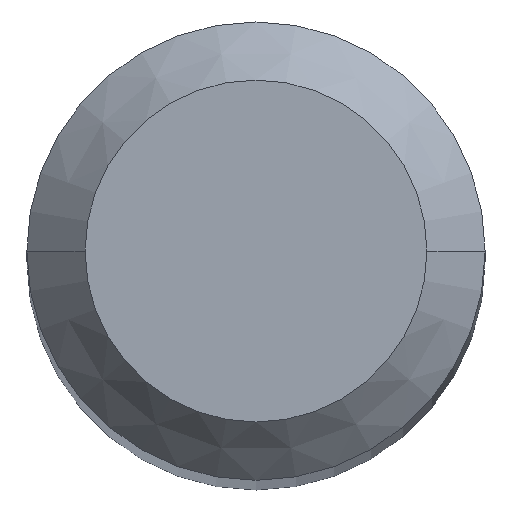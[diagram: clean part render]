
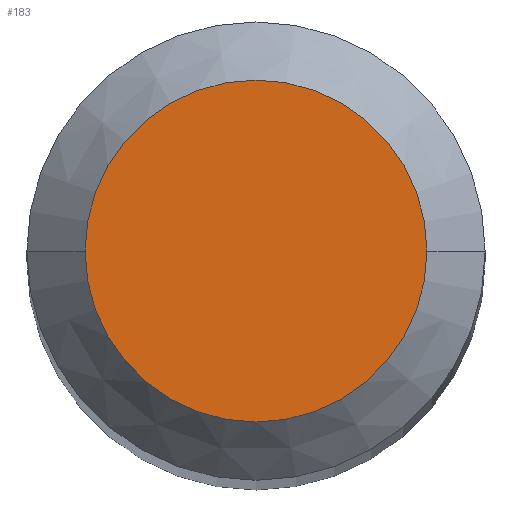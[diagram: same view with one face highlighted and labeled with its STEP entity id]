
A CAD part, top view. The second image highlights one B-rep face of the part: STEP entity #183.
In plain terms, the highlighted planar face has unit normal (0, 0, 1).
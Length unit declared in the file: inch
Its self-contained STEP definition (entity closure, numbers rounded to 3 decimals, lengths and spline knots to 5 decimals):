
#1 = PLANE ( 'NONE',  #192 ) ;
#3 = DIRECTION ( 'NONE',  ( 1., 0., 0. ) ) ;
#22 = CARTESIAN_POINT ( 'NONE',  ( 0., 0., 1.49606 ) ) ;
#29 = EDGE_CURVE ( 'NONE', #71, #184, #52, .T. ) ;
#30 = EDGE_LOOP ( 'NONE', ( #123, #91 ) ) ;
#39 = DIRECTION ( 'NONE',  ( 0., 0., 1. ) ) ;
#52 = CIRCLE ( 'NONE', #209, 0.04405 ) ;
#63 = CARTESIAN_POINT ( 'NONE',  ( -0.04405, 0., 1.49606 ) ) ;
#71 = VERTEX_POINT ( 'NONE', #180 ) ;
#80 = DIRECTION ( 'NONE',  ( 1., 0., 0. ) ) ;
#84 = AXIS2_PLACEMENT_3D ( 'NONE', #22, #115, #3 ) ;
#91 = ORIENTED_EDGE ( 'NONE', *, *, #29, .T. ) ;
#92 = DIRECTION ( 'NONE',  ( 1., 0., 0. ) ) ;
#97 = CARTESIAN_POINT ( 'NONE',  ( 0., 0., 1.49606 ) ) ;
#99 = FACE_OUTER_BOUND ( 'NONE', #30, .T. ) ;
#110 = EDGE_CURVE ( 'NONE', #184, #71, #185, .T. ) ;
#115 = DIRECTION ( 'NONE',  ( 0., 0., 1. ) ) ;
#121 = DIRECTION ( 'NONE',  ( 0., 0., 1. ) ) ;
#123 = ORIENTED_EDGE ( 'NONE', *, *, #110, .T. ) ;
#176 = CARTESIAN_POINT ( 'NONE',  ( 0., 0., 1.49606 ) ) ;
#180 = CARTESIAN_POINT ( 'NONE',  ( 0.04405, 0., 1.49606 ) ) ;
#183 = ADVANCED_FACE ( 'NONE', ( #99 ), #1, .T. ) ;
#184 = VERTEX_POINT ( 'NONE', #63 ) ;
#185 = CIRCLE ( 'NONE', #84, 0.04405 ) ;
#192 = AXIS2_PLACEMENT_3D ( 'NONE', #97, #39, #80 ) ;
#209 = AXIS2_PLACEMENT_3D ( 'NONE', #176, #121, #92 ) ;
